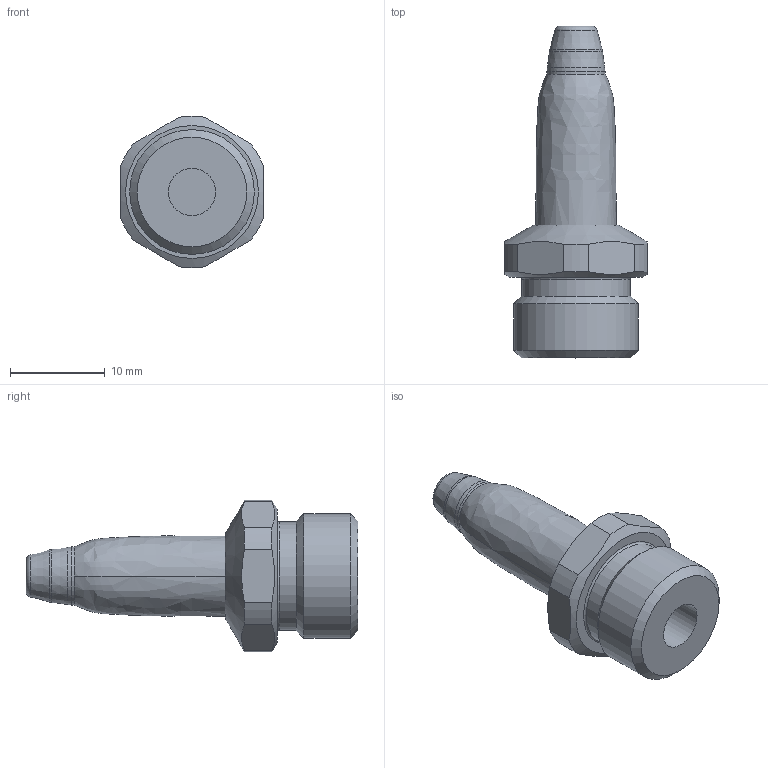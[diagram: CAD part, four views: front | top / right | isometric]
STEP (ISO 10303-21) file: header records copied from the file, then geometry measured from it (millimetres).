
FILE_DESCRIPTION(/* description */ (''),/* implementation_level */ '2;1');
FILE_NAME(/* name */ 'SILVENT_X02.step',/* time_stamp */ '2023-07-30T19:04:54+08:00',/* author */ (''),/* organization */ (''),/* preprocessor_version */ 'ST-DEVELOPER v19.2',/* originating_system */ 'Autodesk Translation Framework v11.17.0.187',/* authorisation */ '');
FILE_SCHEMA (('AUTOMOTIVE_DESIGN { 1 0 10303 214 3 1 1 }'));
Length unit declared in the file: millimetre
Products named in the file (3): SILVENT_X02; 69579; 69472(Dummy)
Assembly tree (2 placements, depth 2):
  SILVENT_X02
    69579
    69472(Dummy)
Bounding box: 15 x 35 x 15.97 mm (x, y, z)
Volume: 2527.5 mm3; surface area: 2087.1 mm2
Topology: 2 solids, 2 shells, 51 faces, 109 edges, 68 vertices
Faces by surface type: plane 16, cylinder 12, cone 11, torus 6, bspline 6
Full cylindrical faces by diameter (mm): 5 x1, 6 x1, 6.188 x1, 7 x1, 11.445 x1, 13.157 x1
Entity records: 1623 total; most frequent: CARTESIAN_POINT 425, DIRECTION 253, ORIENTED_EDGE 218, AXIS2_PLACEMENT_3D 112, EDGE_CURVE 109, VERTEX_POINT 68, CIRCLE 62, EDGE_LOOP 59
